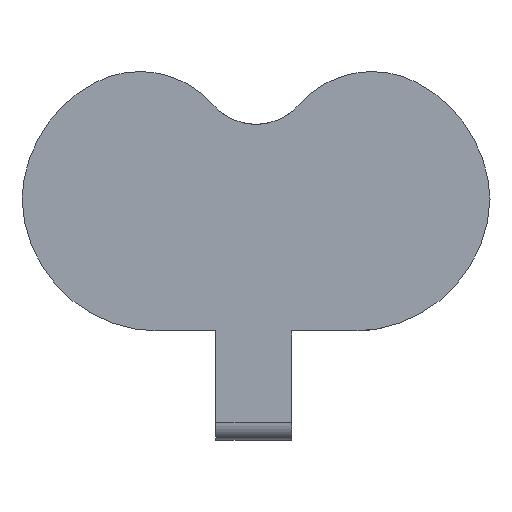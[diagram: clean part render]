
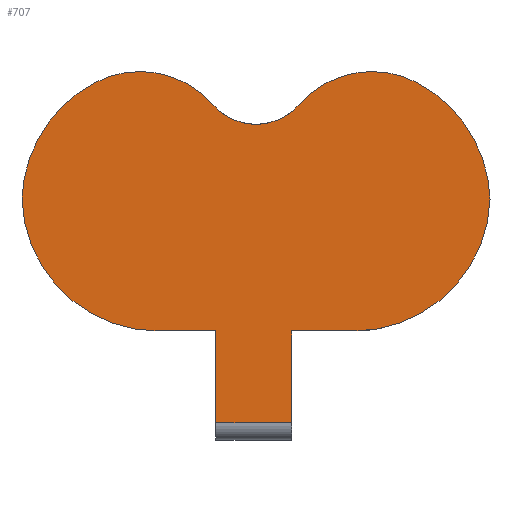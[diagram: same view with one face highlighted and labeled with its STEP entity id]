
A CAD part, left-side view. The second image highlights one B-rep face of the part: STEP entity #707.
In plain terms, the highlighted planar face has unit normal (-1, 0, 0).
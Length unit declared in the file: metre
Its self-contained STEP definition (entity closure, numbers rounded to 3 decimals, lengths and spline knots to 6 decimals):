
#33=CIRCLE('',#765,0.016658);
#34=CIRCLE('',#766,0.016658);
#35=CIRCLE('',#767,0.01183);
#36=CIRCLE('',#768,0.007);
#37=CIRCLE('',#769,0.007);
#38=CIRCLE('',#770,0.007);
#39=CIRCLE('',#771,0.01183);
#40=CIRCLE('',#772,0.016658);
#41=CIRCLE('',#773,0.016658);
#79=ORIENTED_EDGE('',*,*,#277,.T.);
#80=ORIENTED_EDGE('',*,*,#278,.T.);
#81=ORIENTED_EDGE('',*,*,#279,.F.);
#82=ORIENTED_EDGE('',*,*,#280,.F.);
#83=ORIENTED_EDGE('',*,*,#281,.T.);
#84=ORIENTED_EDGE('',*,*,#282,.T.);
#85=ORIENTED_EDGE('',*,*,#283,.T.);
#86=ORIENTED_EDGE('',*,*,#284,.T.);
#87=ORIENTED_EDGE('',*,*,#285,.F.);
#88=ORIENTED_EDGE('',*,*,#286,.T.);
#89=ORIENTED_EDGE('',*,*,#287,.T.);
#90=ORIENTED_EDGE('',*,*,#288,.T.);
#91=ORIENTED_EDGE('',*,*,#289,.T.);
#92=ORIENTED_EDGE('',*,*,#274,.F.);
#274=EDGE_CURVE('',#372,#374,#444,.T.);
#277=EDGE_CURVE('',#372,#376,#447,.T.);
#278=EDGE_CURVE('',#376,#377,#448,.F.);
#279=EDGE_CURVE('',#378,#377,#449,.T.);
#280=EDGE_CURVE('',#379,#378,#450,.T.);
#281=EDGE_CURVE('',#379,#380,#33,.F.);
#282=EDGE_CURVE('',#380,#381,#34,.F.);
#283=EDGE_CURVE('',#381,#382,#35,.F.);
#284=EDGE_CURVE('',#382,#383,#36,.T.);
#285=EDGE_CURVE('',#384,#383,#37,.F.);
#286=EDGE_CURVE('',#384,#385,#38,.T.);
#287=EDGE_CURVE('',#385,#386,#39,.F.);
#288=EDGE_CURVE('',#386,#387,#40,.F.);
#289=EDGE_CURVE('',#387,#374,#41,.F.);
#372=VERTEX_POINT('',#1081);
#374=VERTEX_POINT('',#1084);
#376=VERTEX_POINT('',#1090);
#377=VERTEX_POINT('',#1092);
#378=VERTEX_POINT('',#1094);
#379=VERTEX_POINT('',#1096);
#380=VERTEX_POINT('',#1098);
#381=VERTEX_POINT('',#1100);
#382=VERTEX_POINT('',#1102);
#383=VERTEX_POINT('',#1104);
#384=VERTEX_POINT('',#1106);
#385=VERTEX_POINT('',#1108);
#386=VERTEX_POINT('',#1110);
#387=VERTEX_POINT('',#1112);
#444=LINE('',#1083,#499);
#447=LINE('',#1089,#502);
#448=LINE('',#1091,#503);
#449=LINE('',#1093,#504);
#450=LINE('',#1095,#505);
#499=VECTOR('',#854,1.);
#502=VECTOR('',#859,1.);
#503=VECTOR('',#860,1.);
#504=VECTOR('',#861,1.);
#505=VECTOR('',#862,1.);
#554=EDGE_LOOP('',(#79,#80,#81,#82,#83,#84,#85,#86,#87,#88,#89,#90,#91,
#92));
#618=FACE_BOUND('',#554,.T.);
#682=PLANE('',#764);
#707=ADVANCED_FACE('',(#618),#682,.F.);
#764=AXIS2_PLACEMENT_3D('',#1088,#857,#858);
#765=AXIS2_PLACEMENT_3D('',#1097,#863,#864);
#766=AXIS2_PLACEMENT_3D('',#1099,#865,#866);
#767=AXIS2_PLACEMENT_3D('',#1101,#867,#868);
#768=AXIS2_PLACEMENT_3D('',#1103,#869,#870);
#769=AXIS2_PLACEMENT_3D('',#1105,#871,#872);
#770=AXIS2_PLACEMENT_3D('',#1107,#873,#874);
#771=AXIS2_PLACEMENT_3D('',#1109,#875,#876);
#772=AXIS2_PLACEMENT_3D('',#1111,#877,#878);
#773=AXIS2_PLACEMENT_3D('',#1113,#879,#880);
#854=DIRECTION('',(0.,1.,0.));
#857=DIRECTION('',(1.,0.,0.));
#858=DIRECTION('',(0.,0.,-1.));
#859=DIRECTION('',(0.,0.,-1.));
#860=DIRECTION('',(0.,1.,0.));
#861=DIRECTION('',(0.,0.,-1.));
#862=DIRECTION('',(0.,1.,0.));
#863=DIRECTION('',(1.,0.,0.));
#864=DIRECTION('',(0.,-1.,0.));
#865=DIRECTION('',(1.,0.,0.));
#866=DIRECTION('',(0.,-1.,0.));
#867=DIRECTION('',(1.,0.,0.));
#868=DIRECTION('',(0.,-1.,0.));
#869=DIRECTION('',(1.,0.,0.));
#870=DIRECTION('',(0.,-1.,0.));
#871=DIRECTION('',(1.,0.,0.));
#872=DIRECTION('',(0.,-1.,0.));
#873=DIRECTION('',(1.,0.,0.));
#874=DIRECTION('',(0.,-1.,0.));
#875=DIRECTION('',(1.,0.,0.));
#876=DIRECTION('',(0.,-1.,0.));
#877=DIRECTION('',(1.,0.,0.));
#878=DIRECTION('',(0.,-1.,0.));
#879=DIRECTION('',(1.,0.,0.));
#880=DIRECTION('',(0.,-1.,0.));
#1081=CARTESIAN_POINT('',(0.030038,0.009269,-0.000294));
#1083=CARTESIAN_POINT('',(0.030038,0.004351,-0.000294));
#1084=CARTESIAN_POINT('',(0.030038,0.016343,-0.000294));
#1088=CARTESIAN_POINT('',(0.030038,0.004351,0.015851));
#1089=CARTESIAN_POINT('',(0.030038,0.009269,-0.013694));
#1090=CARTESIAN_POINT('',(0.030038,0.009269,-0.011521));
#1091=CARTESIAN_POINT('',(0.030038,0.,-0.011521));
#1092=CARTESIAN_POINT('',(0.030038,0.,-0.011521));
#1093=CARTESIAN_POINT('',(0.030038,0.,-0.013694));
#1094=CARTESIAN_POINT('',(0.030038,0.,-0.000294));
#1095=CARTESIAN_POINT('',(0.030038,0.004351,-0.000294));
#1096=CARTESIAN_POINT('',(0.030038,-0.007641,-0.000294));
#1097=CARTESIAN_POINT('',(0.030038,-0.007641,0.016364));
#1098=CARTESIAN_POINT('',(0.030038,-0.024291,0.015851));
#1099=CARTESIAN_POINT('',(0.030038,-0.007641,0.015339));
#1100=CARTESIAN_POINT('',(0.030038,-0.015262,0.030151));
#1101=CARTESIAN_POINT('',(0.030038,-0.00985,0.019632));
#1102=CARTESIAN_POINT('',(0.030038,-0.000928,0.0274));
#1103=CARTESIAN_POINT('',(0.030038,0.004351,0.031997));
#1104=CARTESIAN_POINT('',(0.030038,0.00296,0.025136));
#1105=CARTESIAN_POINT('',(0.030038,0.004351,0.031997));
#1106=CARTESIAN_POINT('',(0.030038,0.005742,0.025136));
#1107=CARTESIAN_POINT('',(0.030038,0.004351,0.031997));
#1108=CARTESIAN_POINT('',(0.030038,0.009631,0.0274));
#1109=CARTESIAN_POINT('',(0.030038,0.018552,0.019632));
#1110=CARTESIAN_POINT('',(0.030038,0.023964,0.030151));
#1111=CARTESIAN_POINT('',(0.030038,0.016343,0.015339));
#1112=CARTESIAN_POINT('',(0.030038,0.032994,0.015851));
#1113=CARTESIAN_POINT('',(0.030038,0.016343,0.016364));
